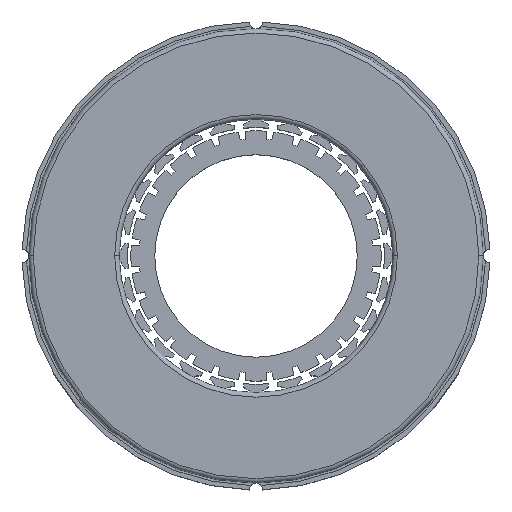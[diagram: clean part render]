
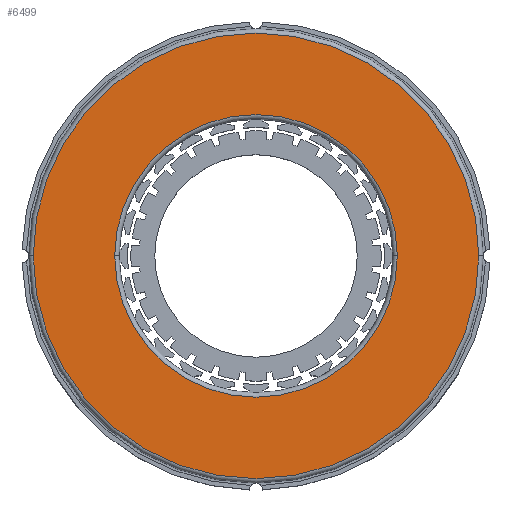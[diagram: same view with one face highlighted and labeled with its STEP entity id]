
A CAD part, top view. The second image highlights one B-rep face of the part: STEP entity #6499.
In plain terms, the highlighted planar face has unit normal (0, 0, 1).
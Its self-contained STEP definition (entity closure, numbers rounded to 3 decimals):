
#6213=CARTESIAN_POINT('Vertex',(31.4,0.,13.5)) ;
#6216=CARTESIAN_POINT('Axis2P3D Location',(0.,0.,13.5)) ;
#6220=CARTESIAN_POINT('Vertex',(-31.4,0.,13.5)) ;
#6240=CARTESIAN_POINT('Axis2P3D Location',(0.,0.,13.5)) ;
#6472=CARTESIAN_POINT('Axis2P3D Location',(0.,0.,13.5)) ;
#6477=CARTESIAN_POINT('Axis2P3D Location',(0.,0.,13.5)) ;
#6481=CARTESIAN_POINT('Vertex',(49.5,0.,13.5)) ;
#6483=CARTESIAN_POINT('Vertex',(-49.5,0.,13.5)) ;
#6486=CARTESIAN_POINT('Axis2P3D Location',(0.,0.,13.5)) ;
#6217=DIRECTION('Axis2P3D Direction',(-0.,0.,1.)) ;
#6241=DIRECTION('Axis2P3D Direction',(0.,-0.,1.)) ;
#6473=DIRECTION('Axis2P3D Direction',(0.,0.,1.)) ;
#6474=DIRECTION('Axis2P3D XDirection',(1.,0.,0.)) ;
#6478=DIRECTION('Axis2P3D Direction',(0.,0.,1.)) ;
#6487=DIRECTION('Axis2P3D Direction',(0.,0.,1.)) ;
#6218=AXIS2_PLACEMENT_3D('Circle Axis2P3D',#6216,#6217,$) ;
#6242=AXIS2_PLACEMENT_3D('Circle Axis2P3D',#6240,#6241,$) ;
#6475=AXIS2_PLACEMENT_3D('Plane Axis2P3D',#6472,#6473,#6474) ;
#6479=AXIS2_PLACEMENT_3D('Circle Axis2P3D',#6477,#6478,$) ;
#6488=AXIS2_PLACEMENT_3D('Circle Axis2P3D',#6486,#6487,$) ;
#6492=ORIENTED_EDGE('',*,*,#6485,.T.) ;
#6493=ORIENTED_EDGE('',*,*,#6490,.T.) ;
#6496=ORIENTED_EDGE('',*,*,#6222,.F.) ;
#6497=ORIENTED_EDGE('',*,*,#6244,.F.) ;
#6498=FACE_BOUND('',#6495,.T.) ;
#6499=ADVANCED_FACE('Sta',(#6494,#6498),#6476,.T.) ;
#6219=CIRCLE('generated circle',#6218,31.4) ;
#6243=CIRCLE('generated circle',#6242,31.4) ;
#6480=CIRCLE('generated circle',#6479,49.5) ;
#6489=CIRCLE('generated circle',#6488,49.5) ;
#6222=EDGE_CURVE('',#6214,#6221,#6219,.T.) ;
#6244=EDGE_CURVE('',#6221,#6214,#6243,.T.) ;
#6485=EDGE_CURVE('',#6482,#6484,#6480,.T.) ;
#6490=EDGE_CURVE('',#6484,#6482,#6489,.T.) ;
#6491=EDGE_LOOP('',(#6492,#6493)) ;
#6495=EDGE_LOOP('',(#6496,#6497)) ;
#6494=FACE_OUTER_BOUND('',#6491,.T.) ;
#6476=PLANE('Plane',#6475) ;
#6214=VERTEX_POINT('',#6213) ;
#6221=VERTEX_POINT('',#6220) ;
#6482=VERTEX_POINT('',#6481) ;
#6484=VERTEX_POINT('',#6483) ;
